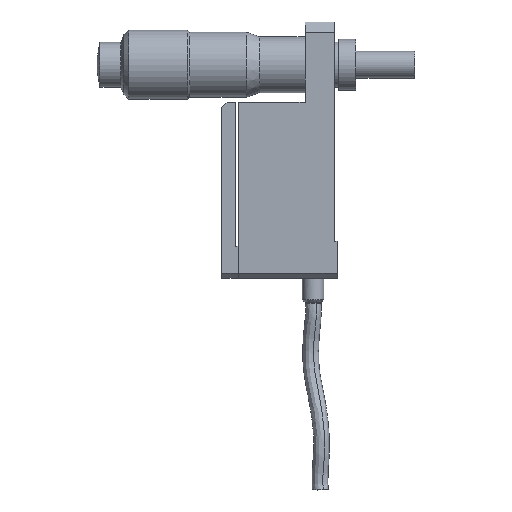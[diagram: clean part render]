
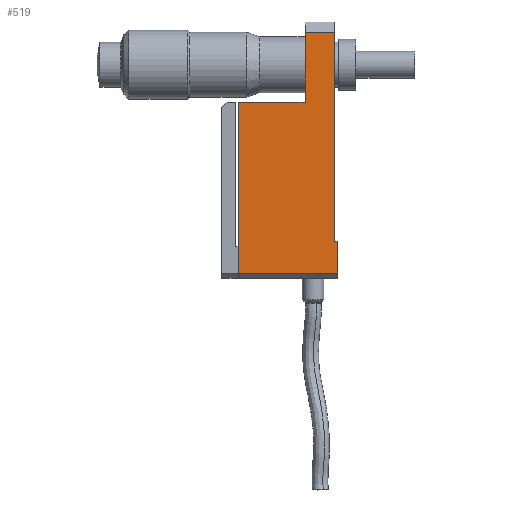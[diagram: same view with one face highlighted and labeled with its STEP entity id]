
A CAD part, front view. The second image highlights one B-rep face of the part: STEP entity #519.
In plain terms, the highlighted planar face has unit normal (0, -1, 0).
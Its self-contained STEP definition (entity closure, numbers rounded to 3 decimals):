
#25 = DIRECTION ( 'NONE',  ( 1., 0., 0. ) ) ;
#51 = EDGE_CURVE ( 'NONE', #1484, #3015, #1253, .T. ) ;
#57 = ORIENTED_EDGE ( 'NONE', *, *, #3003, .T. ) ;
#75 = CARTESIAN_POINT ( 'NONE',  ( -25., -6.3, -42. ) ) ;
#96 = DIRECTION ( 'NONE',  ( 0., 0., 1. ) ) ;
#123 = CARTESIAN_POINT ( 'NONE',  ( -37.5, -6.3, -55. ) ) ;
#429 = CARTESIAN_POINT ( 'NONE',  ( 16.347, -6.3, -81. ) ) ;
#516 = LINE ( 'NONE', #429, #3447 ) ;
#519 = ADVANCED_FACE ( 'NONE', ( #4285 ), #3364, .T. ) ;
#524 = VECTOR ( 'NONE', #3575, 1000. ) ;
#573 = VECTOR ( 'NONE', #3359, 1000. ) ;
#843 = VECTOR ( 'NONE', #1588, 1000. ) ;
#1025 = VERTEX_POINT ( 'NONE', #123 ) ;
#1157 = CARTESIAN_POINT ( 'NONE',  ( -19., -6.3, -40. ) ) ;
#1181 = DIRECTION ( 'NONE',  ( 0., 0., -1. ) ) ;
#1244 = CARTESIAN_POINT ( 'NONE',  ( -19.5, -6.3, -42. ) ) ;
#1253 = LINE ( 'NONE', #1921, #843 ) ;
#1341 = VERTEX_POINT ( 'NONE', #3568 ) ;
#1356 = CARTESIAN_POINT ( 'NONE',  ( -37.5, -6.3, -87. ) ) ;
#1478 = CARTESIAN_POINT ( 'NONE',  ( -19.5, -6.3, -81. ) ) ;
#1484 = VERTEX_POINT ( 'NONE', #1478 ) ;
#1506 = LINE ( 'NONE', #3592, #524 ) ;
#1588 = DIRECTION ( 'NONE',  ( 0., 0., 1. ) ) ;
#1620 = DIRECTION ( 'NONE',  ( 0., 0., -1. ) ) ;
#1873 = CARTESIAN_POINT ( 'NONE',  ( 16.347, -6.3, -87. ) ) ;
#1917 = VERTEX_POINT ( 'NONE', #75 ) ;
#1921 = CARTESIAN_POINT ( 'NONE',  ( -19.5, -6.3, -40. ) ) ;
#1927 = EDGE_CURVE ( 'NONE', #1025, #2463, #2143, .T. ) ;
#1995 = CARTESIAN_POINT ( 'NONE',  ( -19., -6.3, -81. ) ) ;
#2143 = LINE ( 'NONE', #4011, #2765 ) ;
#2255 = DIRECTION ( 'NONE',  ( -1., 0., 0. ) ) ;
#2295 = LINE ( 'NONE', #3051, #573 ) ;
#2310 = CARTESIAN_POINT ( 'NONE',  ( -25., -6.3, -55. ) ) ;
#2312 = VERTEX_POINT ( 'NONE', #1995 ) ;
#2329 = EDGE_CURVE ( 'NONE', #1917, #3890, #2535, .T. ) ;
#2405 = VECTOR ( 'NONE', #3500, 1000. ) ;
#2463 = VERTEX_POINT ( 'NONE', #1356 ) ;
#2489 = EDGE_CURVE ( 'NONE', #1025, #3890, #1506, .T. ) ;
#2516 = ORIENTED_EDGE ( 'NONE', *, *, #2489, .F. ) ;
#2530 = VECTOR ( 'NONE', #96, 1000. ) ;
#2535 = LINE ( 'NONE', #3844, #2405 ) ;
#2765 = VECTOR ( 'NONE', #1181, 1000. ) ;
#2846 = ORIENTED_EDGE ( 'NONE', *, *, #2979, .T. ) ;
#2979 = EDGE_CURVE ( 'NONE', #2312, #1484, #516, .T. ) ;
#3003 = EDGE_CURVE ( 'NONE', #1341, #2312, #4461, .T. ) ;
#3015 = VERTEX_POINT ( 'NONE', #1244 ) ;
#3051 = CARTESIAN_POINT ( 'NONE',  ( 16.347, -6.3, -42. ) ) ;
#3080 = VECTOR ( 'NONE', #25, 1000. ) ;
#3226 = ORIENTED_EDGE ( 'NONE', *, *, #3393, .T. ) ;
#3359 = DIRECTION ( 'NONE',  ( -1., 0., 0. ) ) ;
#3364 = PLANE ( 'NONE',  #4459 ) ;
#3393 = EDGE_CURVE ( 'NONE', #2463, #1341, #4007, .T. ) ;
#3447 = VECTOR ( 'NONE', #2255, 1000. ) ;
#3458 = DIRECTION ( 'NONE',  ( 0., -1., 0. ) ) ;
#3481 = ORIENTED_EDGE ( 'NONE', *, *, #51, .T. ) ;
#3500 = DIRECTION ( 'NONE',  ( 0., 0., -1. ) ) ;
#3554 = ORIENTED_EDGE ( 'NONE', *, *, #2329, .T. ) ;
#3568 = CARTESIAN_POINT ( 'NONE',  ( -19., -6.3, -87. ) ) ;
#3575 = DIRECTION ( 'NONE',  ( 1., 0., 0. ) ) ;
#3592 = CARTESIAN_POINT ( 'NONE',  ( 16.347, -6.3, -55. ) ) ;
#3827 = ORIENTED_EDGE ( 'NONE', *, *, #3839, .T. ) ;
#3839 = EDGE_CURVE ( 'NONE', #3015, #1917, #2295, .T. ) ;
#3844 = CARTESIAN_POINT ( 'NONE',  ( -25., -6.3, -40. ) ) ;
#3890 = VERTEX_POINT ( 'NONE', #2310 ) ;
#4007 = LINE ( 'NONE', #4030, #3080 ) ;
#4011 = CARTESIAN_POINT ( 'NONE',  ( -37.5, -6.3, -63.716 ) ) ;
#4030 = CARTESIAN_POINT ( 'NONE',  ( 16.347, -6.3, -87. ) ) ;
#4285 = FACE_OUTER_BOUND ( 'NONE', #4387, .T. ) ;
#4387 = EDGE_LOOP ( 'NONE', ( #57, #2846, #3481, #3827, #3554, #2516, #4502, #3226 ) ) ;
#4459 = AXIS2_PLACEMENT_3D ( 'NONE', #1873, #3458, #1620 ) ;
#4461 = LINE ( 'NONE', #1157, #2530 ) ;
#4502 = ORIENTED_EDGE ( 'NONE', *, *, #1927, .T. ) ;
